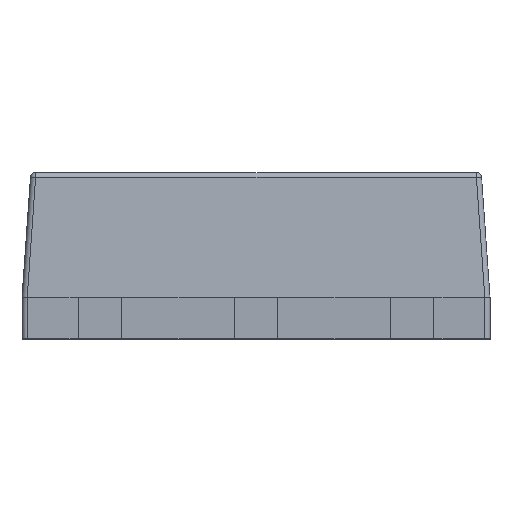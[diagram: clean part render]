
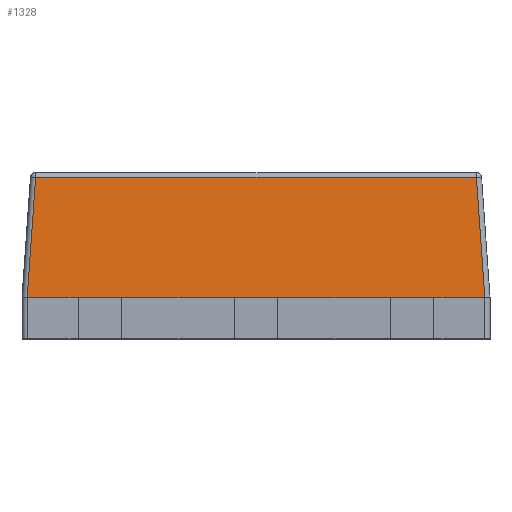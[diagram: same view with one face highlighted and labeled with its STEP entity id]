
A CAD part, top view. The second image highlights one B-rep face of the part: STEP entity #1328.
In plain terms, the highlighted planar face has unit normal (0, 0.07, 0.998).
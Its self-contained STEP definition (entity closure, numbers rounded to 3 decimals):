
#36 = EDGE_CURVE ( 'NONE', #76, #1497, #94, .T. ) ;
#76 = VERTEX_POINT ( 'NONE', #674 ) ;
#92 = LINE ( 'NONE', #718, #1029 ) ;
#94 = LINE ( 'NONE', #1954, #1776 ) ;
#111 = DIRECTION ( 'NONE',  ( -1., 0., 0. ) ) ;
#134 = LINE ( 'NONE', #1868, #992 ) ;
#160 = CARTESIAN_POINT ( 'NONE',  ( -1.71, 0.395, 0.998 ) ) ;
#164 = VERTEX_POINT ( 'NONE', #1326 ) ;
#191 = FACE_OUTER_BOUND ( 'NONE', #1489, .T. ) ;
#228 = ORIENTED_EDGE ( 'NONE', *, *, #264, .T. ) ;
#256 = VERTEX_POINT ( 'NONE', #1046 ) ;
#264 = EDGE_CURVE ( 'NONE', #1562, #1271, #885, .T. ) ;
#287 = VECTOR ( 'NONE', #1610, 1000. ) ;
#324 = ORIENTED_EDGE ( 'NONE', *, *, #575, .F. ) ;
#327 = ORIENTED_EDGE ( 'NONE', *, *, #730, .T. ) ;
#340 = ORIENTED_EDGE ( 'NONE', *, *, #1639, .F. ) ;
#346 = ORIENTED_EDGE ( 'NONE', *, *, #1814, .F. ) ;
#357 = LINE ( 'NONE', #984, #1423 ) ;
#363 = CARTESIAN_POINT ( 'NONE',  ( -2.2, 0.395, 0.998 ) ) ;
#366 = EDGE_CURVE ( 'NONE', #1895, #1132, #1584, .T. ) ;
#370 = VECTOR ( 'NONE', #111, 1000. ) ;
#385 = EDGE_CURVE ( 'NONE', #1271, #1497, #1255, .T. ) ;
#405 = VERTEX_POINT ( 'NONE', #160 ) ;
#411 = ORIENTED_EDGE ( 'NONE', *, *, #993, .F. ) ;
#421 = CARTESIAN_POINT ( 'NONE',  ( 2.119, 1.553, 0.916 ) ) ;
#483 = ORIENTED_EDGE ( 'NONE', *, *, #1828, .F. ) ;
#542 = DIRECTION ( 'NONE',  ( -1., 0., 0. ) ) ;
#565 = CARTESIAN_POINT ( 'NONE',  ( 2.106, 1.747, 0.903 ) ) ;
#575 = EDGE_CURVE ( 'NONE', #1214, #788, #1000, .T. ) ;
#631 = ORIENTED_EDGE ( 'NONE', *, *, #366, .F. ) ;
#636 = VECTOR ( 'NONE', #1621, 1000. ) ;
#643 = VECTOR ( 'NONE', #542, 1000. ) ;
#669 = CARTESIAN_POINT ( 'NONE',  ( 0., 1.6, 0.913 ) ) ;
#674 = CARTESIAN_POINT ( 'NONE',  ( -2.2, 0.395, 0.998 ) ) ;
#718 = CARTESIAN_POINT ( 'NONE',  ( -2.25, 0.395, 0.998 ) ) ;
#722 = LINE ( 'NONE', #1652, #370 ) ;
#730 = EDGE_CURVE ( 'NONE', #1927, #1562, #1020, .T. ) ;
#788 = VERTEX_POINT ( 'NONE', #934 ) ;
#805 = DIRECTION ( 'NONE',  ( 0., 0.07, 0.998 ) ) ;
#807 = VECTOR ( 'NONE', #1777, 1000. ) ;
#863 = CARTESIAN_POINT ( 'NONE',  ( -2.25, 0.395, 0.998 ) ) ;
#885 = LINE ( 'NONE', #1887, #1130 ) ;
#895 = ORIENTED_EDGE ( 'NONE', *, *, #1425, .F. ) ;
#934 = CARTESIAN_POINT ( 'NONE',  ( 1.29, 0.395, 0.998 ) ) ;
#945 = CARTESIAN_POINT ( 'NONE',  ( -2.25, 0.395, 0.998 ) ) ;
#965 = AXIS2_PLACEMENT_3D ( 'NONE', #669, #805, #1435 ) ;
#984 = CARTESIAN_POINT ( 'NONE',  ( -2.25, 0.395, 0.998 ) ) ;
#992 = VECTOR ( 'NONE', #1238, 1000. ) ;
#993 = EDGE_CURVE ( 'NONE', #788, #1895, #357, .T. ) ;
#1000 = LINE ( 'NONE', #1966, #1504 ) ;
#1016 = CARTESIAN_POINT ( 'NONE',  ( -0.21, 0.395, 0.998 ) ) ;
#1020 = LINE ( 'NONE', #565, #1912 ) ;
#1029 = VECTOR ( 'NONE', #1188, 1000. ) ;
#1031 = LINE ( 'NONE', #1041, #643 ) ;
#1041 = CARTESIAN_POINT ( 'NONE',  ( -2.25, 0.395, 0.998 ) ) ;
#1046 = CARTESIAN_POINT ( 'NONE',  ( 2.2, 0.395, 0.998 ) ) ;
#1060 = CARTESIAN_POINT ( 'NONE',  ( 0.21, 0.395, 0.998 ) ) ;
#1071 = DIRECTION ( 'NONE',  ( -1., 0., 0. ) ) ;
#1130 = VECTOR ( 'NONE', #1071, 1000. ) ;
#1132 = VERTEX_POINT ( 'NONE', #1016 ) ;
#1154 = DIRECTION ( 'NONE',  ( -1., 0., 0. ) ) ;
#1188 = DIRECTION ( 'NONE',  ( -1., 0., 0. ) ) ;
#1214 = VERTEX_POINT ( 'NONE', #2011 ) ;
#1238 = DIRECTION ( 'NONE',  ( -1., 0., 0. ) ) ;
#1248 = CARTESIAN_POINT ( 'NONE',  ( -2.119, 1.553, 0.916 ) ) ;
#1255 = LINE ( 'NONE', #1929, #807 ) ;
#1271 = VERTEX_POINT ( 'NONE', #1248 ) ;
#1326 = CARTESIAN_POINT ( 'NONE',  ( -1.29, 0.395, 0.998 ) ) ;
#1328 = ADVANCED_FACE ( 'NONE', ( #191 ), #1942, .T. ) ;
#1423 = VECTOR ( 'NONE', #1997, 1000. ) ;
#1425 = EDGE_CURVE ( 'NONE', #164, #405, #1645, .T. ) ;
#1435 = DIRECTION ( 'NONE',  ( -1., 0., 0. ) ) ;
#1489 = EDGE_LOOP ( 'NONE', ( #340, #327, #228, #1605, #1835, #346, #895, #483, #631, #411, #324, #1956 ) ) ;
#1497 = VERTEX_POINT ( 'NONE', #363 ) ;
#1504 = VECTOR ( 'NONE', #1154, 1000. ) ;
#1562 = VERTEX_POINT ( 'NONE', #421 ) ;
#1584 = LINE ( 'NONE', #945, #287 ) ;
#1605 = ORIENTED_EDGE ( 'NONE', *, *, #385, .T. ) ;
#1610 = DIRECTION ( 'NONE',  ( -1., 0., 0. ) ) ;
#1621 = DIRECTION ( 'NONE',  ( -1., 0., 0. ) ) ;
#1638 = DIRECTION ( 'NONE',  ( -1., 0., 0. ) ) ;
#1639 = EDGE_CURVE ( 'NONE', #1927, #256, #1031, .T. ) ;
#1645 = LINE ( 'NONE', #863, #636 ) ;
#1652 = CARTESIAN_POINT ( 'NONE',  ( -2.25, 0.395, 0.998 ) ) ;
#1696 = EDGE_CURVE ( 'NONE', #256, #1214, #722, .T. ) ;
#1738 = CARTESIAN_POINT ( 'NONE',  ( 2.2, 0.395, 0.998 ) ) ;
#1776 = VECTOR ( 'NONE', #1638, 1000. ) ;
#1777 = DIRECTION ( 'NONE',  ( -0.07, -0.995, 0.07 ) ) ;
#1814 = EDGE_CURVE ( 'NONE', #405, #76, #92, .T. ) ;
#1828 = EDGE_CURVE ( 'NONE', #1132, #164, #134, .T. ) ;
#1831 = DIRECTION ( 'NONE',  ( -0.07, 0.995, -0.07 ) ) ;
#1835 = ORIENTED_EDGE ( 'NONE', *, *, #36, .F. ) ;
#1868 = CARTESIAN_POINT ( 'NONE',  ( -2.25, 0.395, 0.998 ) ) ;
#1887 = CARTESIAN_POINT ( 'NONE',  ( 0., 1.553, 0.916 ) ) ;
#1895 = VERTEX_POINT ( 'NONE', #1060 ) ;
#1912 = VECTOR ( 'NONE', #1831, 1000. ) ;
#1927 = VERTEX_POINT ( 'NONE', #1738 ) ;
#1929 = CARTESIAN_POINT ( 'NONE',  ( -2.106, 1.747, 0.903 ) ) ;
#1942 = PLANE ( 'NONE',  #965 ) ;
#1954 = CARTESIAN_POINT ( 'NONE',  ( -2.25, 0.395, 0.998 ) ) ;
#1956 = ORIENTED_EDGE ( 'NONE', *, *, #1696, .F. ) ;
#1966 = CARTESIAN_POINT ( 'NONE',  ( -2.25, 0.395, 0.998 ) ) ;
#1997 = DIRECTION ( 'NONE',  ( -1., 0., 0. ) ) ;
#2011 = CARTESIAN_POINT ( 'NONE',  ( 1.71, 0.395, 0.998 ) ) ;
